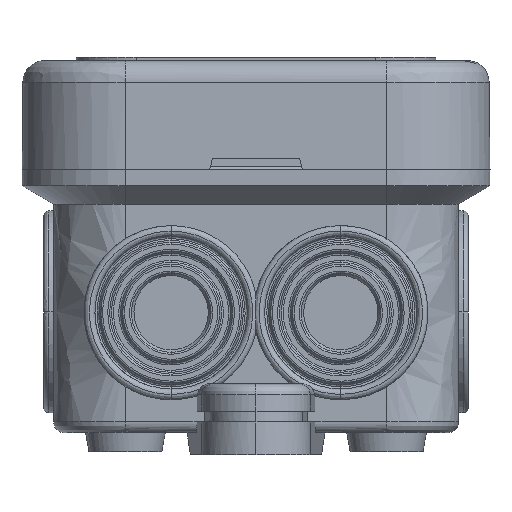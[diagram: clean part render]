
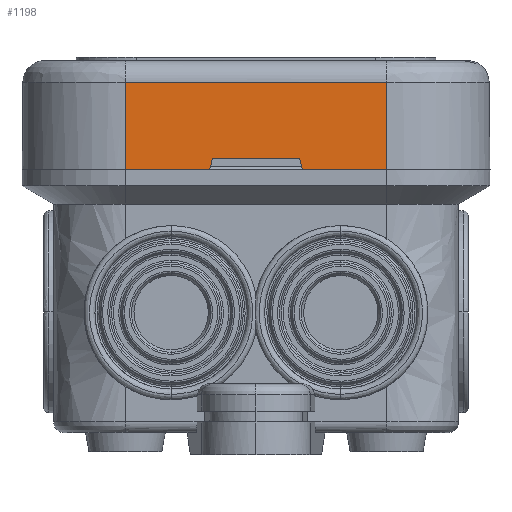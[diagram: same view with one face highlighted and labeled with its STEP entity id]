
A CAD part, left-side view. The second image highlights one B-rep face of the part: STEP entity #1198.
In plain terms, the highlighted planar face has unit normal (-1, 0, 0.01).
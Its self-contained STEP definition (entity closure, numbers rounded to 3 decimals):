
#1198=ADVANCED_FACE('',(#2558),#20869,.T.);
#2558=FACE_OUTER_BOUND('',#3998,.T.);
#3998=EDGE_LOOP('',(#9818,#9819,#9820,#9821,#9822,#9823,#9824,#9825));
#9818=ORIENTED_EDGE('',*,*,#14031,.F.);
#9819=ORIENTED_EDGE('',*,*,#13970,.T.);
#9820=ORIENTED_EDGE('',*,*,#13825,.T.);
#9821=ORIENTED_EDGE('',*,*,#14030,.T.);
#9822=ORIENTED_EDGE('',*,*,#13713,.T.);
#9823=ORIENTED_EDGE('',*,*,#13981,.T.);
#9824=ORIENTED_EDGE('',*,*,#14029,.F.);
#9825=ORIENTED_EDGE('',*,*,#14028,.F.);
#13713=EDGE_CURVE('',#19834,#19835,#17305,.T.);
#13825=EDGE_CURVE('',#19896,#19894,#17407,.T.);
#13970=EDGE_CURVE('',#19965,#19896,#17550,.T.);
#13981=EDGE_CURVE('',#19835,#19973,#17559,.T.);
#14028=EDGE_CURVE('',#19998,#19999,#17604,.T.);
#14029=EDGE_CURVE('',#19999,#19973,#17605,.T.);
#14030=EDGE_CURVE('',#19894,#19834,#17606,.T.);
#14031=EDGE_CURVE('',#19965,#19998,#17607,.T.);
#17305=B_SPLINE_CURVE_WITH_KNOTS('',1,(#59759,#59760),.UNSPECIFIED.,.F.,
 .F.,(2,2),(-7.732,0.),.UNSPECIFIED.);
#17407=B_SPLINE_CURVE_WITH_KNOTS('',1,(#59993,#59994),.UNSPECIFIED.,.F.,
 .F.,(2,2),(0.,8.),.UNSPECIFIED.);
#17550=B_SPLINE_CURVE_WITH_KNOTS('',1,(#60285,#60286),.UNSPECIFIED.,.F.,
 .F.,(2,2),(-1.035,0.),.UNSPECIFIED.);
#17559=B_SPLINE_CURVE_WITH_KNOTS('',1,(#60309,#60310),.UNSPECIFIED.,.F.,
 .F.,(2,2),(-8.02,0.),.UNSPECIFIED.);
#17604=B_SPLINE_CURVE_WITH_KNOTS('',1,(#60405,#60406),.UNSPECIFIED.,.F.,
 .F.,(2,2),(-8.02,0.),.UNSPECIFIED.);
#17605=B_SPLINE_CURVE_WITH_KNOTS('',1,(#60407,#60408),.UNSPECIFIED.,.F.,
 .F.,(2,2),(-24.,0.),.UNSPECIFIED.);
#17606=B_SPLINE_CURVE_WITH_KNOTS('',1,(#60409,#60410),.UNSPECIFIED.,.F.,
 .F.,(2,2),(-1.035,0.),.UNSPECIFIED.);
#17607=B_SPLINE_CURVE_WITH_KNOTS('',1,(#60411,#60412),.UNSPECIFIED.,.F.,
 .F.,(2,2),(0.,7.732),.UNSPECIFIED.);
#19834=VERTEX_POINT('',#56548);
#19835=VERTEX_POINT('',#56549);
#19894=VERTEX_POINT('',#56608);
#19896=VERTEX_POINT('',#56610);
#19965=VERTEX_POINT('',#56679);
#19973=VERTEX_POINT('',#56687);
#19998=VERTEX_POINT('',#56712);
#19999=VERTEX_POINT('',#56713);
#20869=PLANE('',#22317);
#22317=AXIS2_PLACEMENT_3D('',#52461,#23108,$);
#23108=DIRECTION('',(-1.,0.,0.01));
#52461=CARTESIAN_POINT('',(-40.004,-14.408,25.401));
#56548=CARTESIAN_POINT('',(-39.997,-4.275,26.204));
#56549=CARTESIAN_POINT('',(-39.996,-12.007,26.204));
#56608=CARTESIAN_POINT('',(-39.987,-4.007,27.204));
#56610=CARTESIAN_POINT('',(-39.987,3.993,27.204));
#56679=CARTESIAN_POINT('',(-39.997,4.261,26.204));
#56687=CARTESIAN_POINT('',(-39.916,-12.007,34.224));
#56712=CARTESIAN_POINT('',(-39.997,11.993,26.204));
#56713=CARTESIAN_POINT('',(-39.917,11.993,34.224));
#59759=CARTESIAN_POINT('',(-39.997,-4.275,26.204));
#59760=CARTESIAN_POINT('',(-39.996,-12.007,26.204));
#59993=CARTESIAN_POINT('',(-39.987,3.993,27.204));
#59994=CARTESIAN_POINT('',(-39.987,-4.007,27.204));
#60285=CARTESIAN_POINT('',(-39.997,4.261,26.204));
#60286=CARTESIAN_POINT('',(-39.987,3.993,27.204));
#60309=CARTESIAN_POINT('',(-39.996,-12.007,26.204));
#60310=CARTESIAN_POINT('',(-39.916,-12.007,34.224));
#60405=CARTESIAN_POINT('',(-39.997,11.993,26.204));
#60406=CARTESIAN_POINT('',(-39.917,11.993,34.224));
#60407=CARTESIAN_POINT('',(-39.917,11.993,34.224));
#60408=CARTESIAN_POINT('',(-39.916,-12.007,34.224));
#60409=CARTESIAN_POINT('',(-39.987,-4.007,27.204));
#60410=CARTESIAN_POINT('',(-39.997,-4.275,26.204));
#60411=CARTESIAN_POINT('',(-39.997,4.261,26.204));
#60412=CARTESIAN_POINT('',(-39.997,11.993,26.204));
